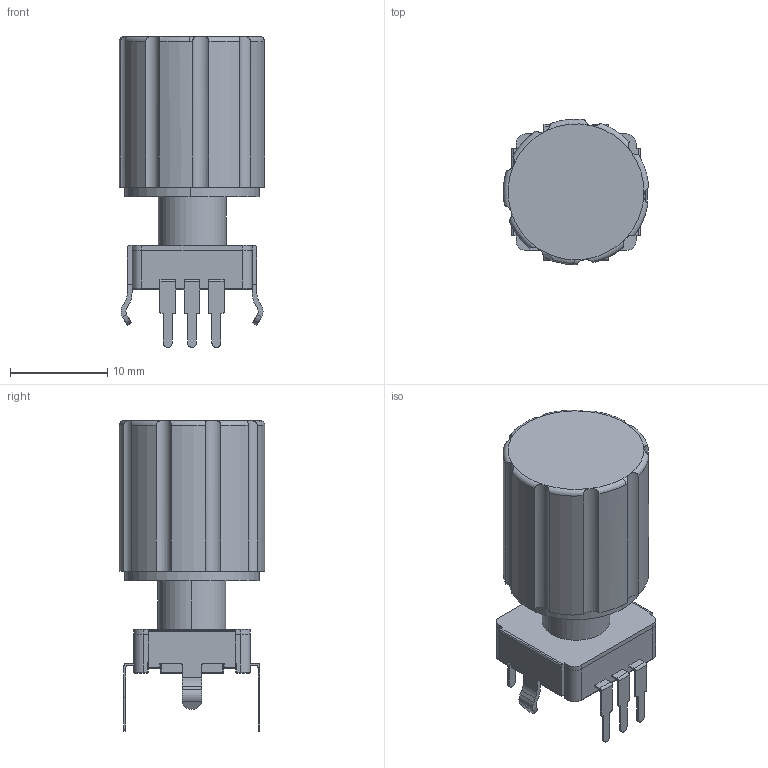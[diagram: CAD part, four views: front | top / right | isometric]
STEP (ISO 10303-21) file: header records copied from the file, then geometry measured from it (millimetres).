
FILE_DESCRIPTION (( 'STEP AP214' ), '1' );
FILE_NAME ('Rotary_Encoder_With_Knob.STEP', '2023-07-15T03:41:57', ( '' ), ( '' ), 'SwSTEP 2.0', 'SolidWorks 2020', '' );
FILE_SCHEMA (( 'AUTOMOTIVE_DESIGN' ));
Length unit declared in the file: millimetre
Products named in the file (9): 12mm Incremental Encoder Threaded Tube.stp.STEP; 12mm Incremental Encoder - BOURNS PEC11S.stp.STEP; 12mm Incremental Encoder Pin.stp.STEP; 12mm Incremental Encoder Anti-Rotation Plate.stp.STEP; Rotary_Encoder_With_Knob; 12mm Incremental Encoder Shaft.stp.STEP; 12mm Incremental Encoder - BOURNS PEC11S - No Knob.STEP; Knob; 12mm Incremental Encoder Base.stp.STEP
Assembly tree (12 placements, depth 4):
  Rotary_Encoder_With_Knob
    12mm Incremental Encoder - BOURNS PEC11S - No Knob.STEP
      12mm Incremental Encoder - BOURNS PEC11S.stp.STEP
        12mm Incremental Encoder Base.stp.STEP
        12mm Incremental Encoder Pin.stp.STEP  x5
        12mm Incremental Encoder Anti-Rotation Plate.stp.STEP
        12mm Incremental Encoder Threaded Tube.stp.STEP
        12mm Incremental Encoder Shaft.stp.STEP
    Knob
Bounding box: 14.98 x 15 x 32 mm (x, y, z)
Volume: 3903.9 mm3; surface area: 3041.9 mm2
Topology: 10 solids, 10 shells, 363 faces, 961 edges, 613 vertices
Faces by surface type: cylinder 206, plane 124, torus 22, sphere 8, cone 3
Entity records: 8835 total; most frequent: CARTESIAN_POINT 1619, DIRECTION 1583, ORIENTED_EDGE 1402, EDGE_CURVE 701, AXIS2_PLACEMENT_3D 621, VERTEX_POINT 445, LINE 341, VECTOR 341
